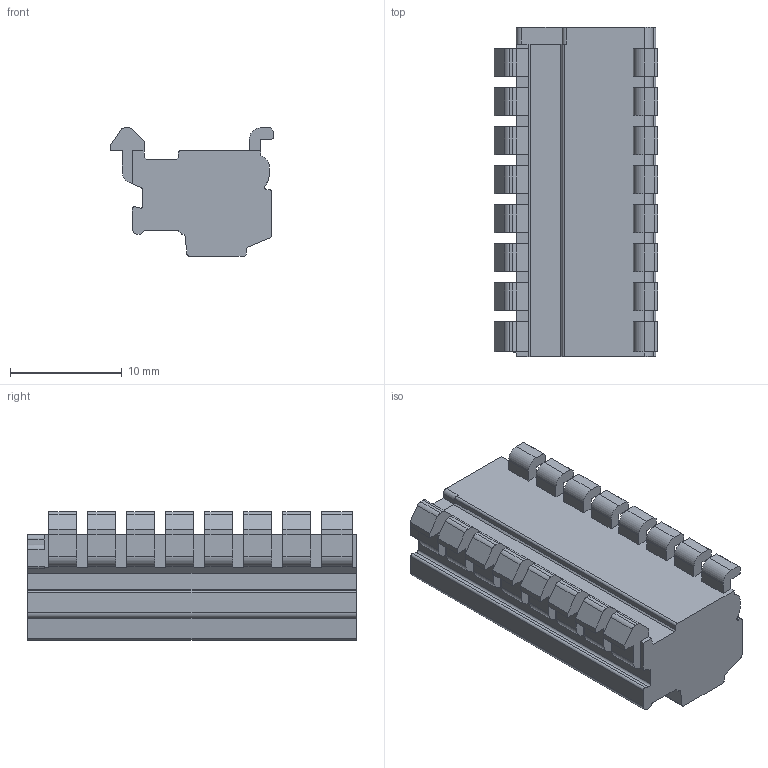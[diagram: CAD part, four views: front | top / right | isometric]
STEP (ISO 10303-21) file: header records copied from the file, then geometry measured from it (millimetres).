
FILE_DESCRIPTION((''),'2;1');
FILE_NAME('0001','2024-10-14T15:42:19',('tluser'),(''),'CREO PARAMETRIC BY PTC INC, 2018100','CREO PARAMETRIC BY PTC INC, 2018100','');
FILE_SCHEMA(('CONFIG_CONTROL_DESIGN'));
Length unit declared in the file: millimetre
Products named in the file (1): 0001
Bounding box: 14.7 x 29.5 x 11.5 mm (x, y, z)
Volume: 3063.5 mm3; surface area: 2013.8 mm2
Topology: 1 solids, 1 shells, 381 faces, 1069 edges, 714 vertices
Faces by surface type: plane 257, cylinder 108, cone 16
Entity records: 12420 total; most frequent: CARTESIAN_POINT 2347, ORIENTED_EDGE 2138, DIRECTION 2043, EDGE_CURVE 1069, VECTOR 801, LINE 801, VERTEX_POINT 714, AXIS2_PLACEMENT_3D 621
